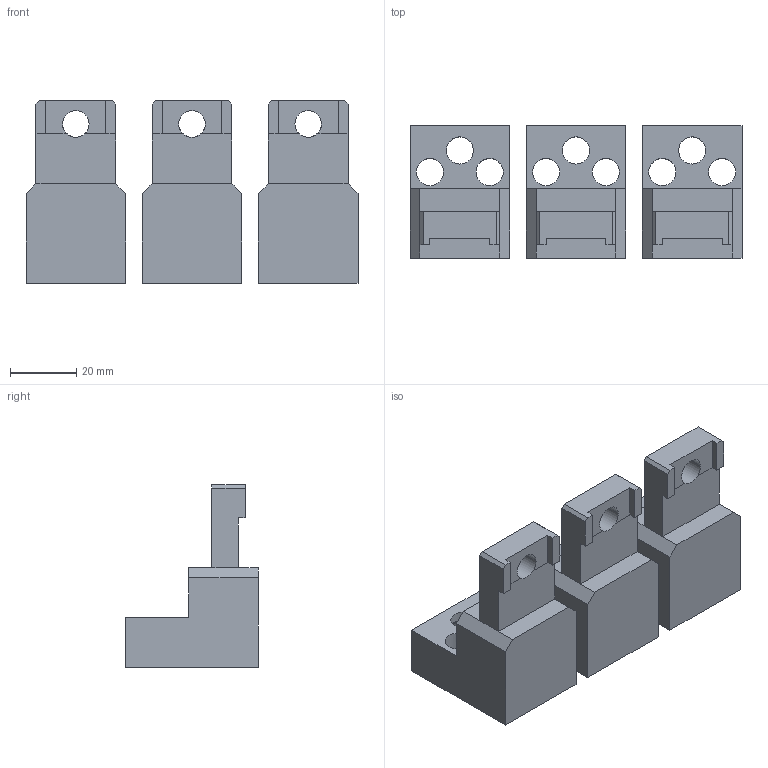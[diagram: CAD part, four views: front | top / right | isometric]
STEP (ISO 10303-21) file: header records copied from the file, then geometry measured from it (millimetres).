
FILE_DESCRIPTION(('CATIA V5 STEP Exchange'),'2;1');
FILE_NAME('1SDH001295R0462_1PA_001_00_XT3_3P_PLUG-IN_MC_INF.stp','2014-11-11T15:28:56+00:00',('none'),('none'),'CATIA Version 5 Release 20 SP 1 (IN-10)','CATIA V5 STEP AP214','none');
FILE_SCHEMA(('AUTOMOTIVE_DESIGN { 1 0 10303 214 1 1 1 1 }'));
Length unit declared in the file: millimetre
Products named in the file (1): 1SDH001295R0462_1PA_001_00_XT3_3P_PLUG-IN_MC_INF
Bounding box: 100 x 40 x 55 mm (x, y, z)
Volume: 70192.5 mm3; surface area: 34049.1 mm2
Topology: 3 solids, 3 shells, 162 faces, 432 edges, 282 vertices
Faces by surface type: plane 84, cylinder 78
Entity records: 5318 total; most frequent: CARTESIAN_POINT 1518, ORIENTED_EDGE 864, DIRECTION 562, EDGE_CURVE 432, VERTEX_POINT 282, VECTOR 270, LINE 270, EDGE_LOOP 228
